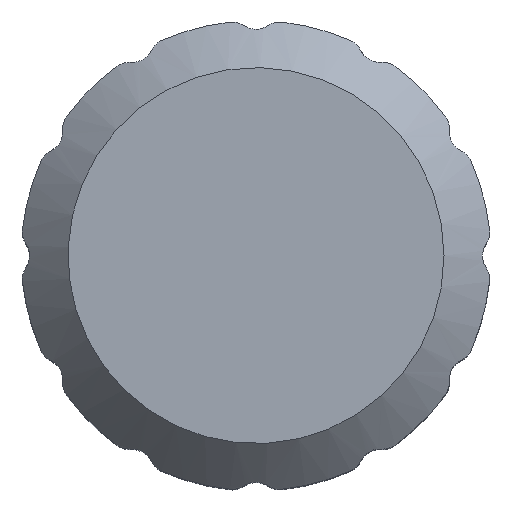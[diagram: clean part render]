
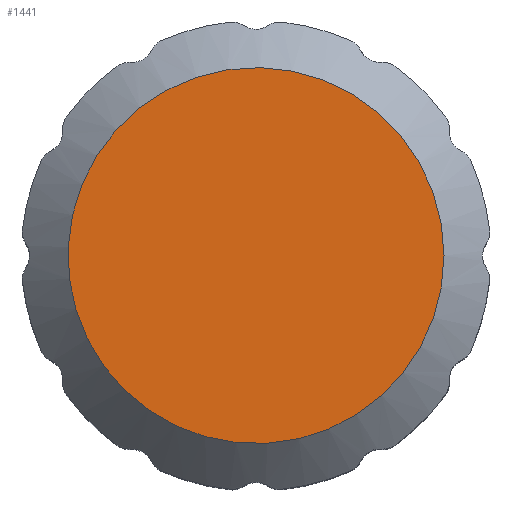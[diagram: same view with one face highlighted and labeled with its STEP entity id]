
A CAD part, top view. The second image highlights one B-rep face of the part: STEP entity #1441.
In plain terms, the highlighted planar face has unit normal (0, 0, 1).
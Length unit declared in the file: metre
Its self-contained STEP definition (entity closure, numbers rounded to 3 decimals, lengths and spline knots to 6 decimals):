
#643=ORIENTED_EDGE('',*,*,#1013,.T.);
#1013=EDGE_CURVE('',#1165,#1165,#1195,.T.);
#1165=VERTEX_POINT('',#2708);
#1195=CIRCLE('',#1564,0.0064);
#1245=EDGE_LOOP('',(#643));
#1331=FACE_BOUND('',#1245,.T.);
#1396=PLANE('',#1565);
#1441=ADVANCED_FACE('',(#1331),#1396,.T.);
#1564=AXIS2_PLACEMENT_3D('',#2707,#1826,#1827);
#1565=AXIS2_PLACEMENT_3D('',#2709,#1828,#1829);
#1826=DIRECTION('',(0.,0.,1.));
#1827=DIRECTION('',(1.,0.,0.));
#1828=DIRECTION('',(0.,0.,1.));
#1829=DIRECTION('',(1.,0.,0.));
#2707=CARTESIAN_POINT('',(0.,0.,0.003));
#2708=CARTESIAN_POINT('',(0.0064,0.,0.003));
#2709=CARTESIAN_POINT('',(0.,0.,0.003));
